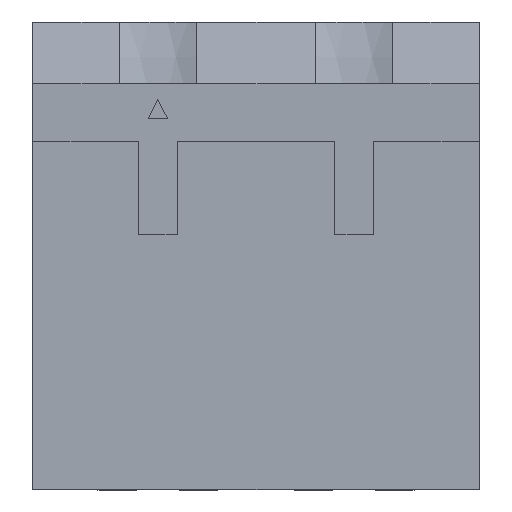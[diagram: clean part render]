
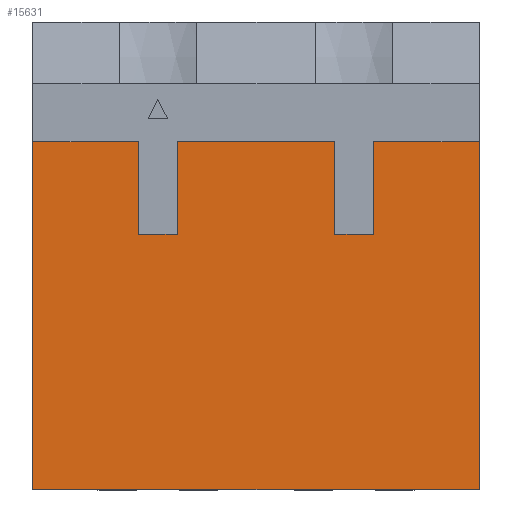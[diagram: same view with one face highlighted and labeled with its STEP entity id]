
A CAD part, top view. The second image highlights one B-rep face of the part: STEP entity #15631.
In plain terms, the highlighted planar face has unit normal (0, 0, 1).
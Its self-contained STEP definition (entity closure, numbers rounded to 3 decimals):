
#563 = CARTESIAN_POINT ( 'NONE',  ( 0., 9., 7.8 ) ) ;
#881 = CARTESIAN_POINT ( 'NONE',  ( 8.82, 9., 7.8 ) ) ;
#956 = DIRECTION ( 'NONE',  ( 0., 1., 0. ) ) ;
#1020 = DIRECTION ( 'NONE',  ( -1., 0., 0. ) ) ;
#1128 = CARTESIAN_POINT ( 'NONE',  ( 11.56, 9., 7.8 ) ) ;
#1217 = FACE_OUTER_BOUND ( 'NONE', #17854, .T. ) ;
#1344 = LINE ( 'NONE', #13321, #25188 ) ;
#3070 = EDGE_CURVE ( 'NONE', #20494, #7123, #21304, .T. ) ;
#3157 = VERTEX_POINT ( 'NONE', #4263 ) ;
#3401 = CARTESIAN_POINT ( 'NONE',  ( 3.74, 9., 7.8 ) ) ;
#3425 = CARTESIAN_POINT ( 'NONE',  ( 3.74, 9., 7.8 ) ) ;
#3514 = VECTOR ( 'NONE', #9232, 1000. ) ;
#3581 = CARTESIAN_POINT ( 'NONE',  ( 8.82, 9., 7.8 ) ) ;
#4034 = EDGE_CURVE ( 'NONE', #12183, #15166, #19139, .T. ) ;
#4136 = CARTESIAN_POINT ( 'NONE',  ( 2.74, 6.6, 7.8 ) ) ;
#4263 = CARTESIAN_POINT ( 'NONE',  ( 7.82, 6.6, 7.8 ) ) ;
#5269 = EDGE_CURVE ( 'NONE', #26219, #8591, #5416, .T. ) ;
#5394 = ORIENTED_EDGE ( 'NONE', *, *, #15169, .F. ) ;
#5416 = LINE ( 'NONE', #3581, #12883 ) ;
#5638 = AXIS2_PLACEMENT_3D ( 'NONE', #15051, #25099, #13192 ) ;
#5760 = ORIENTED_EDGE ( 'NONE', *, *, #5269, .T. ) ;
#6398 = EDGE_CURVE ( 'NONE', #21722, #14335, #13505, .T. ) ;
#6670 = CARTESIAN_POINT ( 'NONE',  ( 0., 9., 7.8 ) ) ;
#7077 = ORIENTED_EDGE ( 'NONE', *, *, #16575, .F. ) ;
#7123 = VERTEX_POINT ( 'NONE', #6670 ) ;
#7769 = VECTOR ( 'NONE', #23275, 1000. ) ;
#7897 = LINE ( 'NONE', #14420, #18724 ) ;
#8025 = DIRECTION ( 'NONE',  ( 0., -1., 0. ) ) ;
#8120 = CARTESIAN_POINT ( 'NONE',  ( 8.82, 6.6, 7.8 ) ) ;
#8215 = VECTOR ( 'NONE', #956, 1000. ) ;
#8289 = CARTESIAN_POINT ( 'NONE',  ( 3.74, 6.6, 7.8 ) ) ;
#8591 = VERTEX_POINT ( 'NONE', #8120 ) ;
#8928 = LINE ( 'NONE', #563, #8215 ) ;
#8937 = VECTOR ( 'NONE', #1020, 1000. ) ;
#9022 = VECTOR ( 'NONE', #12029, 1000. ) ;
#9181 = CARTESIAN_POINT ( 'NONE',  ( 7.82, 9., 7.8 ) ) ;
#9232 = DIRECTION ( 'NONE',  ( -1., 0., 0. ) ) ;
#9261 = LINE ( 'NONE', #9626, #8937 ) ;
#9626 = CARTESIAN_POINT ( 'NONE',  ( 8.82, 6.6, 7.8 ) ) ;
#10291 = LINE ( 'NONE', #8289, #19126 ) ;
#10562 = LINE ( 'NONE', #10697, #14479 ) ;
#10637 = EDGE_CURVE ( 'NONE', #11425, #3157, #1344, .T. ) ;
#10697 = CARTESIAN_POINT ( 'NONE',  ( 11.56, 0., 7.8 ) ) ;
#11022 = VECTOR ( 'NONE', #25943, 1000. ) ;
#11190 = PLANE ( 'NONE',  #5638 ) ;
#11425 = VERTEX_POINT ( 'NONE', #9181 ) ;
#11523 = DIRECTION ( 'NONE',  ( 0., -1., 0. ) ) ;
#12029 = DIRECTION ( 'NONE',  ( -1., 0., 0. ) ) ;
#12183 = VERTEX_POINT ( 'NONE', #13699 ) ;
#12883 = VECTOR ( 'NONE', #11523, 1000. ) ;
#12968 = VECTOR ( 'NONE', #25271, 1000. ) ;
#13052 = DIRECTION ( 'NONE',  ( 0., -1., 0. ) ) ;
#13100 = CARTESIAN_POINT ( 'NONE',  ( 0., 0., 7.8 ) ) ;
#13140 = CARTESIAN_POINT ( 'NONE',  ( 2.74, 9., 7.8 ) ) ;
#13192 = DIRECTION ( 'NONE',  ( 1., 0., 0. ) ) ;
#13321 = CARTESIAN_POINT ( 'NONE',  ( 7.82, 9., 7.8 ) ) ;
#13505 = LINE ( 'NONE', #3425, #11022 ) ;
#13699 = CARTESIAN_POINT ( 'NONE',  ( 11.56, 0., 7.8 ) ) ;
#13729 = CARTESIAN_POINT ( 'NONE',  ( 11.56, 9., 7.8 ) ) ;
#13761 = CARTESIAN_POINT ( 'NONE',  ( 11.56, 9., 7.8 ) ) ;
#13974 = CARTESIAN_POINT ( 'NONE',  ( 3.74, 6.6, 7.8 ) ) ;
#14183 = ORIENTED_EDGE ( 'NONE', *, *, #22370, .T. ) ;
#14335 = VERTEX_POINT ( 'NONE', #13974 ) ;
#14420 = CARTESIAN_POINT ( 'NONE',  ( 2.74, 9., 7.8 ) ) ;
#14479 = VECTOR ( 'NONE', #18889, 1000. ) ;
#15051 = CARTESIAN_POINT ( 'NONE',  ( 11.56, 9., 7.8 ) ) ;
#15166 = VERTEX_POINT ( 'NONE', #13761 ) ;
#15169 = EDGE_CURVE ( 'NONE', #20494, #15755, #7897, .T. ) ;
#15631 = ADVANCED_FACE ( 'NONE', ( #1217 ), #11190, .T. ) ;
#15710 = LINE ( 'NONE', #13729, #9022 ) ;
#15755 = VERTEX_POINT ( 'NONE', #4136 ) ;
#16410 = ORIENTED_EDGE ( 'NONE', *, *, #3070, .T. ) ;
#16575 = EDGE_CURVE ( 'NONE', #17586, #7123, #8928, .T. ) ;
#17169 = CARTESIAN_POINT ( 'NONE',  ( 11.56, 9., 7.8 ) ) ;
#17188 = EDGE_CURVE ( 'NONE', #11425, #21722, #21299, .T. ) ;
#17586 = VERTEX_POINT ( 'NONE', #13100 ) ;
#17854 = EDGE_LOOP ( 'NONE', ( #5760, #14183, #23509, #22323, #19573, #25921, #5394, #16410, #7077, #24970, #19949, #21141 ) ) ;
#18724 = VECTOR ( 'NONE', #8025, 1000. ) ;
#18889 = DIRECTION ( 'NONE',  ( -1., 0., 0. ) ) ;
#19126 = VECTOR ( 'NONE', #22493, 1000. ) ;
#19139 = LINE ( 'NONE', #17169, #7769 ) ;
#19573 = ORIENTED_EDGE ( 'NONE', *, *, #6398, .T. ) ;
#19949 = ORIENTED_EDGE ( 'NONE', *, *, #4034, .T. ) ;
#20494 = VERTEX_POINT ( 'NONE', #13140 ) ;
#21141 = ORIENTED_EDGE ( 'NONE', *, *, #23524, .T. ) ;
#21299 = LINE ( 'NONE', #23160, #12968 ) ;
#21304 = LINE ( 'NONE', #1128, #3514 ) ;
#21722 = VERTEX_POINT ( 'NONE', #3401 ) ;
#22323 = ORIENTED_EDGE ( 'NONE', *, *, #17188, .T. ) ;
#22370 = EDGE_CURVE ( 'NONE', #8591, #3157, #9261, .T. ) ;
#22493 = DIRECTION ( 'NONE',  ( -1., 0., 0. ) ) ;
#23096 = EDGE_CURVE ( 'NONE', #14335, #15755, #10291, .T. ) ;
#23106 = EDGE_CURVE ( 'NONE', #12183, #17586, #10562, .T. ) ;
#23160 = CARTESIAN_POINT ( 'NONE',  ( 11.56, 9., 7.8 ) ) ;
#23275 = DIRECTION ( 'NONE',  ( 0., 1., 0. ) ) ;
#23509 = ORIENTED_EDGE ( 'NONE', *, *, #10637, .F. ) ;
#23524 = EDGE_CURVE ( 'NONE', #15166, #26219, #15710, .T. ) ;
#24970 = ORIENTED_EDGE ( 'NONE', *, *, #23106, .F. ) ;
#25099 = DIRECTION ( 'NONE',  ( 0., 0., 1. ) ) ;
#25188 = VECTOR ( 'NONE', #13052, 1000. ) ;
#25271 = DIRECTION ( 'NONE',  ( -1., 0., 0. ) ) ;
#25921 = ORIENTED_EDGE ( 'NONE', *, *, #23096, .T. ) ;
#25943 = DIRECTION ( 'NONE',  ( 0., -1., 0. ) ) ;
#26219 = VERTEX_POINT ( 'NONE', #881 ) ;
